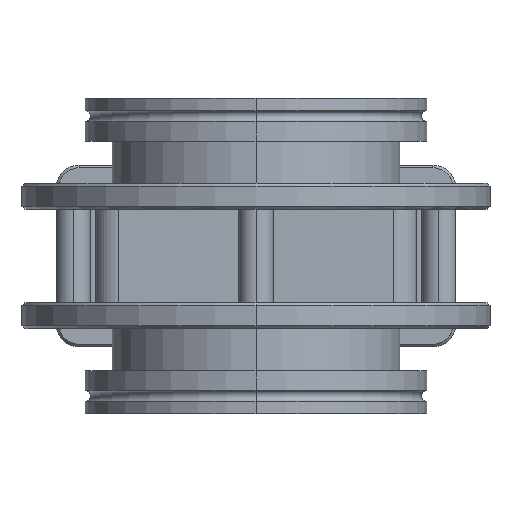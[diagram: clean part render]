
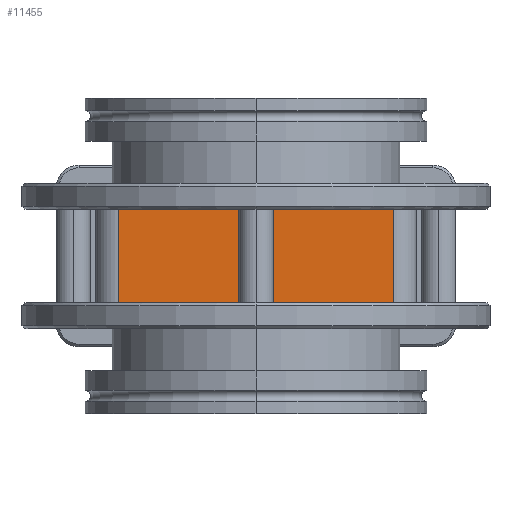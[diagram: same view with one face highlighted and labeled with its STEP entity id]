
A CAD part, front view. The second image highlights one B-rep face of the part: STEP entity #11455.
In plain terms, the highlighted planar face has unit normal (0, -1, 0).
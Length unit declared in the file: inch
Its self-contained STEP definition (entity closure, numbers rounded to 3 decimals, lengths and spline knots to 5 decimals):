
#4329=DIRECTION('',(1.,0.,0.));
#4330=VECTOR('',#4329,3.);
#4331=CARTESIAN_POINT('',(-1.5,-1.697,-0.5125));
#4332=LINE('',#4331,#4330);
#4333=DIRECTION('',(0.,0.,-1.));
#4334=VECTOR('',#4333,1.025);
#4335=CARTESIAN_POINT('',(-1.5,-1.697,0.5125));
#4336=LINE('',#4335,#4334);
#4337=DIRECTION('',(1.,0.,0.));
#4338=VECTOR('',#4337,3.);
#4339=CARTESIAN_POINT('',(-1.5,-1.697,0.5125));
#4340=LINE('',#4339,#4338);
#4341=DIRECTION('',(0.,0.,-1.));
#4342=VECTOR('',#4341,1.025);
#4343=CARTESIAN_POINT('',(1.5,-1.697,0.5125));
#4344=LINE('',#4343,#4342);
#4479=CARTESIAN_POINT('',(-1.5,-1.697,0.5125));
#4480=CARTESIAN_POINT('',(1.5,-1.697,0.5125));
#4481=VERTEX_POINT('',#4479);
#4482=VERTEX_POINT('',#4480);
#4495=CARTESIAN_POINT('',(-1.5,-1.697,-0.5125));
#4496=CARTESIAN_POINT('',(1.5,-1.697,-0.5125));
#4497=VERTEX_POINT('',#4495);
#4498=VERTEX_POINT('',#4496);
#11443=CARTESIAN_POINT('',(-1.76,-1.697,-0.5125));
#11444=DIRECTION('',(0.,-1.,0.));
#11445=DIRECTION('',(1.,0.,0.));
#11446=AXIS2_PLACEMENT_3D('',#11443,#11444,#11445);
#11447=PLANE('',#11446);
#11448=ORIENTED_EDGE('',*,*,#10694,.F.);
#11450=ORIENTED_EDGE('',*,*,#11449,.F.);
#11451=ORIENTED_EDGE('',*,*,#11402,.T.);
#11452=ORIENTED_EDGE('',*,*,#11436,.T.);
#11453=EDGE_LOOP('',(#11448,#11450,#11451,#11452));
#11454=FACE_OUTER_BOUND('',#11453,.F.);
#11455=ADVANCED_FACE('',(#11454),#11447,.T.);
#10694=EDGE_CURVE('',#4497,#4498,#4332,.T.);
#11402=EDGE_CURVE('',#4481,#4482,#4340,.T.);
#11436=EDGE_CURVE('',#4482,#4498,#4344,.T.);
#11449=EDGE_CURVE('',#4481,#4497,#4336,.T.);
